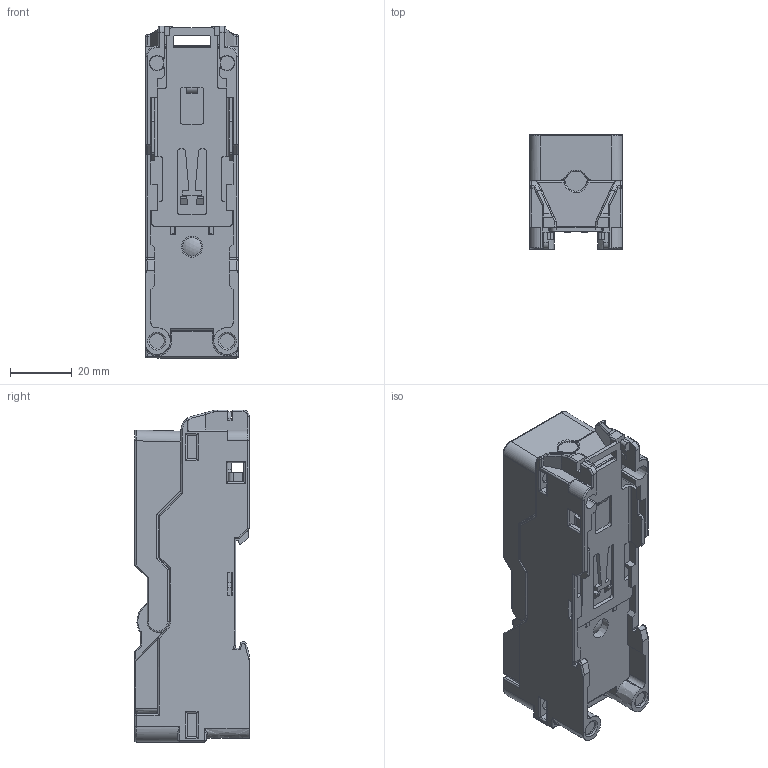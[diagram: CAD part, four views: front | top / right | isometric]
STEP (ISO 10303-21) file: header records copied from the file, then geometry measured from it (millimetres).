
FILE_DESCRIPTION (( 'STEP AP214' ), '1' );
FILE_NAME ('6GK19011FC000AA0_001_STEP.STEP', '2016-09-16T13:05:42', ( '' ), ( '' ), 'SwSTEP 2.0', 'SolidWorks 2014', '' );
FILE_SCHEMA (( 'AUTOMOTIVE_DESIGN' ));
Length unit declared in the file: millimetre
Products named in the file (3): Adapter; Body; 6GK19011FC000AA0_001_STEP
Assembly tree (2 placements, depth 2):
  6GK19011FC000AA0_001_STEP
    Body
    Adapter
Bounding box: 30 x 37.05 x 107.5 mm (x, y, z)
Volume: 87805.8 mm3; surface area: 24036.7 mm2
Topology: 2 solids, 2 shells, 1053 faces, 2795 edges, 1759 vertices
Faces by surface type: plane 552, cylinder 347, bspline 82, torus 40, sphere 17, cone 15
Full cylindrical faces by diameter (mm): 4.4 x10, 4.824 x2, 6 x1
Entity records: 34905 total; most frequent: CARTESIAN_POINT 9525, ORIENTED_EDGE 5462, DIRECTION 4728, EDGE_CURVE 2731, LINE 1824, VECTOR 1824, VERTEX_POINT 1743, AXIS2_PLACEMENT_3D 1452
